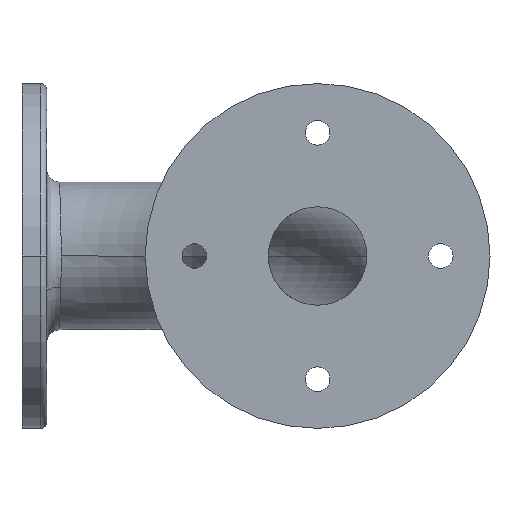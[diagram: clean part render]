
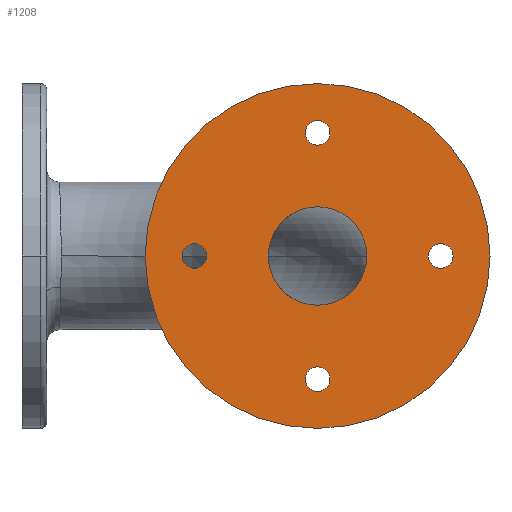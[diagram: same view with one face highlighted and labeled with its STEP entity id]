
A CAD part, front view. The second image highlights one B-rep face of the part: STEP entity #1208.
In plain terms, the highlighted planar face has unit normal (0, -1, 0).
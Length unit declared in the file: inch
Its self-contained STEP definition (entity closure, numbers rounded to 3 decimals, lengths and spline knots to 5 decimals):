
#41 = CARTESIAN_POINT ( 'NONE',  ( 3., 0., -1.25 ) ) ;
#55 = DIRECTION ( 'NONE',  ( 0., -1., 0. ) ) ;
#57 = DIRECTION ( 'NONE',  ( 0., 1., 0. ) ) ;
#70 = CARTESIAN_POINT ( 'NONE',  ( 3., 0., 1.375 ) ) ;
#73 = EDGE_CURVE ( 'NONE', #798, #154, #2456, .T. ) ;
#110 = DIRECTION ( 'NONE',  ( 0., 0., -1. ) ) ;
#128 = EDGE_CURVE ( 'NONE', #636, #1398, #2198, .T. ) ;
#154 = VERTEX_POINT ( 'NONE', #179 ) ;
#167 = DIRECTION ( 'NONE',  ( 0., -1., 0. ) ) ;
#179 = CARTESIAN_POINT ( 'NONE',  ( 3.5, 0., 0. ) ) ;
#184 = DIRECTION ( 'NONE',  ( 0., -1., 0. ) ) ;
#194 = AXIS2_PLACEMENT_3D ( 'NONE', #41, #55, #1633 ) ;
#195 = CARTESIAN_POINT ( 'NONE',  ( 3., 0., 1.125 ) ) ;
#210 = DIRECTION ( 'NONE',  ( 0., 0., 1. ) ) ;
#223 = CARTESIAN_POINT ( 'NONE',  ( 3., 0., 0. ) ) ;
#250 = DIRECTION ( 'NONE',  ( 0., -1., 0. ) ) ;
#275 = FACE_BOUND ( 'NONE', #563, .T. ) ;
#345 = VERTEX_POINT ( 'NONE', #2477 ) ;
#348 = DIRECTION ( 'NONE',  ( 0., -1., 0. ) ) ;
#370 = CIRCLE ( 'NONE', #865, 0.125 ) ;
#372 = VERTEX_POINT ( 'NONE', #853 ) ;
#397 = ORIENTED_EDGE ( 'NONE', *, *, #1405, .T. ) ;
#407 = FACE_BOUND ( 'NONE', #1412, .T. ) ;
#429 = CARTESIAN_POINT ( 'NONE',  ( 3., 0., 0. ) ) ;
#448 = CARTESIAN_POINT ( 'NONE',  ( 3., 0., 0. ) ) ;
#460 = AXIS2_PLACEMENT_3D ( 'NONE', #852, #1040, #2011 ) ;
#462 = CARTESIAN_POINT ( 'NONE',  ( 1.75, 0., -0.125 ) ) ;
#465 = CARTESIAN_POINT ( 'NONE',  ( 3., 0., 1.75 ) ) ;
#471 = CARTESIAN_POINT ( 'NONE',  ( 3., 0., 0. ) ) ;
#486 = CARTESIAN_POINT ( 'NONE',  ( 3., 0., -0.5 ) ) ;
#490 = DIRECTION ( 'NONE',  ( 0., 0., -1. ) ) ;
#517 = CARTESIAN_POINT ( 'NONE',  ( 1.75, 0., 0.125 ) ) ;
#563 = EDGE_LOOP ( 'NONE', ( #971, #2427 ) ) ;
#617 = DIRECTION ( 'NONE',  ( 0., -1., 0. ) ) ;
#636 = VERTEX_POINT ( 'NONE', #70 ) ;
#643 = EDGE_CURVE ( 'NONE', #2178, #664, #1314, .T. ) ;
#647 = PLANE ( 'NONE',  #827 ) ;
#664 = VERTEX_POINT ( 'NONE', #2083 ) ;
#668 = CIRCLE ( 'NONE', #792, 0.125 ) ;
#699 = AXIS2_PLACEMENT_3D ( 'NONE', #1985, #987, #210 ) ;
#700 = AXIS2_PLACEMENT_3D ( 'NONE', #1094, #1887, #110 ) ;
#737 = CARTESIAN_POINT ( 'NONE',  ( 3., 0., 0.5 ) ) ;
#740 = AXIS2_PLACEMENT_3D ( 'NONE', #429, #184, #2379 ) ;
#792 = AXIS2_PLACEMENT_3D ( 'NONE', #1103, #1897, #490 ) ;
#798 = VERTEX_POINT ( 'NONE', #486 ) ;
#813 = CARTESIAN_POINT ( 'NONE',  ( 4.25, 0., 0. ) ) ;
#827 = AXIS2_PLACEMENT_3D ( 'NONE', #471, #57, #1635 ) ;
#852 = CARTESIAN_POINT ( 'NONE',  ( 4.25, 0., 0. ) ) ;
#853 = CARTESIAN_POINT ( 'NONE',  ( 4.25, 0., -0.125 ) ) ;
#859 = EDGE_LOOP ( 'NONE', ( #2566, #2285 ) ) ;
#865 = AXIS2_PLACEMENT_3D ( 'NONE', #1791, #1368, #2574 ) ;
#959 = EDGE_LOOP ( 'NONE', ( #1112, #1027, #2271 ) ) ;
#971 = ORIENTED_EDGE ( 'NONE', *, *, #2259, .F. ) ;
#987 = DIRECTION ( 'NONE',  ( 0., -1., 0. ) ) ;
#999 = DIRECTION ( 'NONE',  ( 0., -1., 0. ) ) ;
#1001 = DIRECTION ( 'NONE',  ( 0., -1., 0. ) ) ;
#1016 = CIRCLE ( 'NONE', #1392, 0.5 ) ;
#1027 = ORIENTED_EDGE ( 'NONE', *, *, #2373, .F. ) ;
#1040 = DIRECTION ( 'NONE',  ( 0., -1., 0. ) ) ;
#1094 = CARTESIAN_POINT ( 'NONE',  ( 3., 0., 1.25 ) ) ;
#1103 = CARTESIAN_POINT ( 'NONE',  ( 3., 0., -1.25 ) ) ;
#1112 = ORIENTED_EDGE ( 'NONE', *, *, #2408, .F. ) ;
#1160 = CIRCLE ( 'NONE', #1906, 0.125 ) ;
#1165 = EDGE_LOOP ( 'NONE', ( #1269, #1970 ) ) ;
#1185 = CIRCLE ( 'NONE', #700, 0.125 ) ;
#1197 = AXIS2_PLACEMENT_3D ( 'NONE', #2509, #167, #1687 ) ;
#1201 = DIRECTION ( 'NONE',  ( 0., 0., 1. ) ) ;
#1208 = ADVANCED_FACE ( 'NONE', ( #1844, #1241, #407, #2228, #1388, #275 ), #647, .F. ) ;
#1241 = FACE_OUTER_BOUND ( 'NONE', #1748, .T. ) ;
#1250 = CARTESIAN_POINT ( 'NONE',  ( 3., 0., 1.25 ) ) ;
#1269 = ORIENTED_EDGE ( 'NONE', *, *, #1725, .F. ) ;
#1314 = CIRCLE ( 'NONE', #194, 0.125 ) ;
#1348 = EDGE_CURVE ( 'NONE', #2557, #2123, #2225, .T. ) ;
#1350 = DIRECTION ( 'NONE',  ( 0., 0., -1. ) ) ;
#1368 = DIRECTION ( 'NONE',  ( 0., -1., 0. ) ) ;
#1379 = EDGE_CURVE ( 'NONE', #345, #372, #2014, .T. ) ;
#1388 = FACE_BOUND ( 'NONE', #1165, .T. ) ;
#1392 = AXIS2_PLACEMENT_3D ( 'NONE', #223, #250, #1201 ) ;
#1398 = VERTEX_POINT ( 'NONE', #195 ) ;
#1405 = EDGE_CURVE ( 'NONE', #2123, #2557, #2145, .T. ) ;
#1412 = EDGE_LOOP ( 'NONE', ( #2140, #2459 ) ) ;
#1554 = VERTEX_POINT ( 'NONE', #737 ) ;
#1600 = EDGE_CURVE ( 'NONE', #1398, #636, #1185, .T. ) ;
#1633 = DIRECTION ( 'NONE',  ( 0., 0., -1. ) ) ;
#1635 = DIRECTION ( 'NONE',  ( 0., 0., 1. ) ) ;
#1687 = DIRECTION ( 'NONE',  ( 0., 0., 1. ) ) ;
#1725 = EDGE_CURVE ( 'NONE', #2570, #2246, #370, .T. ) ;
#1748 = EDGE_LOOP ( 'NONE', ( #2249, #397 ) ) ;
#1779 = DIRECTION ( 'NONE',  ( 0., 0., -1. ) ) ;
#1791 = CARTESIAN_POINT ( 'NONE',  ( 1.75, 0., 0. ) ) ;
#1844 = FACE_BOUND ( 'NONE', #959, .T. ) ;
#1887 = DIRECTION ( 'NONE',  ( 0., -1., 0. ) ) ;
#1894 = AXIS2_PLACEMENT_3D ( 'NONE', #448, #999, #2221 ) ;
#1897 = DIRECTION ( 'NONE',  ( 0., -1., 0. ) ) ;
#1906 = AXIS2_PLACEMENT_3D ( 'NONE', #2081, #348, #1350 ) ;
#1949 = EDGE_CURVE ( 'NONE', #372, #345, #2281, .T. ) ;
#1970 = ORIENTED_EDGE ( 'NONE', *, *, #2050, .F. ) ;
#1985 = CARTESIAN_POINT ( 'NONE',  ( 3., 0., 0. ) ) ;
#2011 = DIRECTION ( 'NONE',  ( 0., 0., -1. ) ) ;
#2014 = CIRCLE ( 'NONE', #2102, 0.125 ) ;
#2040 = CARTESIAN_POINT ( 'NONE',  ( 3., 0., -1.125 ) ) ;
#2050 = EDGE_CURVE ( 'NONE', #2246, #2570, #1160, .T. ) ;
#2051 = CARTESIAN_POINT ( 'NONE',  ( 3., 0., -1.75 ) ) ;
#2059 = CIRCLE ( 'NONE', #699, 0.5 ) ;
#2081 = CARTESIAN_POINT ( 'NONE',  ( 1.75, 0., 0. ) ) ;
#2083 = CARTESIAN_POINT ( 'NONE',  ( 3., 0., -1.375 ) ) ;
#2102 = AXIS2_PLACEMENT_3D ( 'NONE', #813, #617, #2452 ) ;
#2123 = VERTEX_POINT ( 'NONE', #465 ) ;
#2140 = ORIENTED_EDGE ( 'NONE', *, *, #1949, .F. ) ;
#2145 = CIRCLE ( 'NONE', #740, 1.75 ) ;
#2178 = VERTEX_POINT ( 'NONE', #2040 ) ;
#2198 = CIRCLE ( 'NONE', #2497, 0.125 ) ;
#2221 = DIRECTION ( 'NONE',  ( 0., 0., -1. ) ) ;
#2225 = CIRCLE ( 'NONE', #1894, 1.75 ) ;
#2228 = FACE_BOUND ( 'NONE', #859, .T. ) ;
#2246 = VERTEX_POINT ( 'NONE', #517 ) ;
#2249 = ORIENTED_EDGE ( 'NONE', *, *, #1348, .T. ) ;
#2259 = EDGE_CURVE ( 'NONE', #664, #2178, #668, .T. ) ;
#2271 = ORIENTED_EDGE ( 'NONE', *, *, #73, .F. ) ;
#2281 = CIRCLE ( 'NONE', #460, 0.125 ) ;
#2285 = ORIENTED_EDGE ( 'NONE', *, *, #128, .F. ) ;
#2373 = EDGE_CURVE ( 'NONE', #154, #1554, #2059, .T. ) ;
#2379 = DIRECTION ( 'NONE',  ( 0., 0., -1. ) ) ;
#2408 = EDGE_CURVE ( 'NONE', #1554, #798, #1016, .T. ) ;
#2427 = ORIENTED_EDGE ( 'NONE', *, *, #643, .F. ) ;
#2452 = DIRECTION ( 'NONE',  ( 0., 0., -1. ) ) ;
#2456 = CIRCLE ( 'NONE', #1197, 0.5 ) ;
#2459 = ORIENTED_EDGE ( 'NONE', *, *, #1379, .F. ) ;
#2477 = CARTESIAN_POINT ( 'NONE',  ( 4.25, 0., 0.125 ) ) ;
#2497 = AXIS2_PLACEMENT_3D ( 'NONE', #1250, #1001, #1779 ) ;
#2509 = CARTESIAN_POINT ( 'NONE',  ( 3., 0., 0. ) ) ;
#2557 = VERTEX_POINT ( 'NONE', #2051 ) ;
#2566 = ORIENTED_EDGE ( 'NONE', *, *, #1600, .F. ) ;
#2570 = VERTEX_POINT ( 'NONE', #462 ) ;
#2574 = DIRECTION ( 'NONE',  ( 0., 0., -1. ) ) ;
